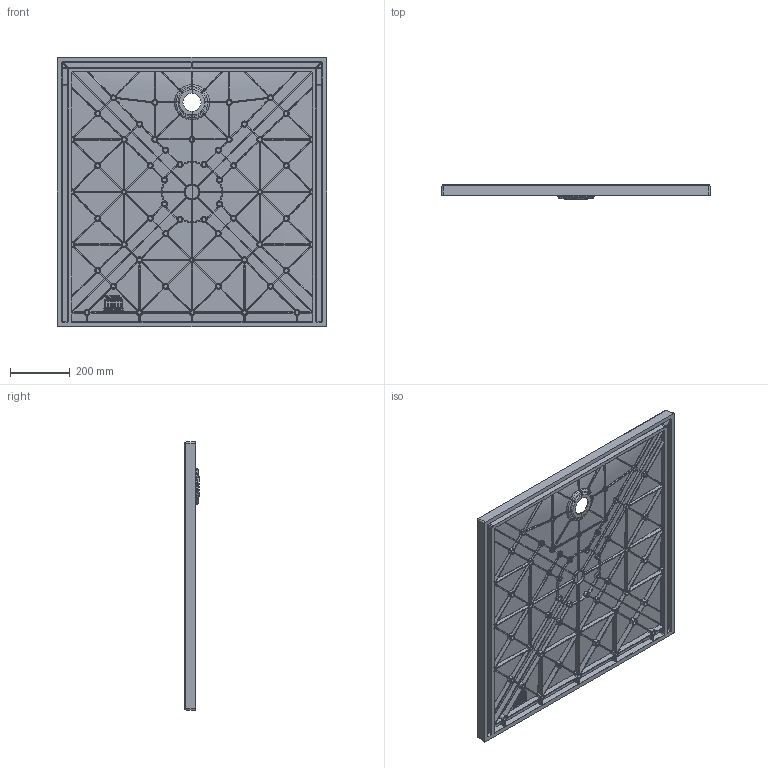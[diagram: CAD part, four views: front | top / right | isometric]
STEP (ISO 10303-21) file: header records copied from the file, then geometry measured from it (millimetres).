
FILE_DESCRIPTION (( 'STEP AP203' ), '1' );
FILE_NAME ('7186-900x900 Base Release V3.STEP', '2020-02-06T07:08:46', ( '' ), ( '' ), 'SwSTEP 2.0', 'SolidWorks 2019', '' );
FILE_SCHEMA (( 'CONFIG_CONTROL_DESIGN' ));
Products named in the file (1): 7186-900x900 Base Release V3
Bounding box: 900 x 46.98 x 900 mm (x, y, z)
Volume: 6771662.5 mm3; surface area: 2330015.6 mm2
Topology: 1 solids, 1 shells, 6491 faces, 15225 edges, 8446 vertices
Faces by surface type: bspline 2870, plane 1238, sphere 822, cylinder 590, torus 500, cone 471
Entity records: 293152 total; most frequent: CARTESIAN_POINT 173439, ORIENTED_EDGE 29182, DIRECTION 18604, EDGE_CURVE 14591, VERTEX_POINT 8444, AXIS2_PLACEMENT_3D 8016, B_SPLINE_CURVE_WITH_KNOTS 6882, EDGE_LOOP 6835
